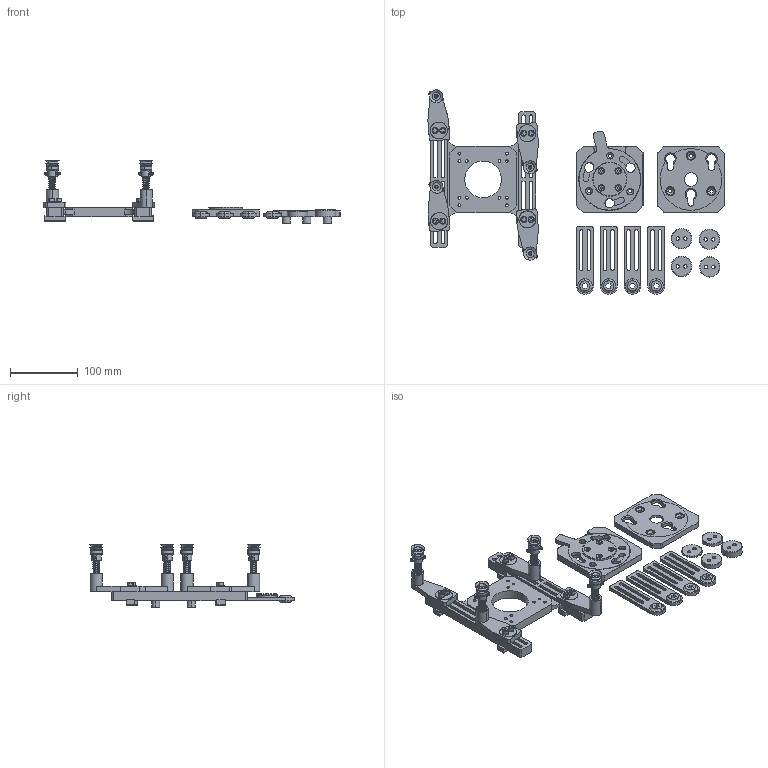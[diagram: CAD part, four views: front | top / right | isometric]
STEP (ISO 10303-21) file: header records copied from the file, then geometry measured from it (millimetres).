
FILE_DESCRIPTION (( 'STEP AP203' ), '1' );
FILE_NAME ('8700.STEP', '2020-10-11T20:45:34', ( '' ), ( '' ), 'SwSTEP 2.0', 'SolidWorks 2010', '' );
FILE_SCHEMA (( 'CONFIG_CONTROL_DESIGN' ));
Length unit declared in the file: millimetre
Products named in the file (25): 8800.200.12; 8700; 8800.200.01; 8800.200.21; 8800.200.01a; 8800.203.21; Schraube M45 senkkopf; 8800.400.17; Mutter M5; 8800.500.33; 8801.500.001; Federaufnahme; - Druckfeder 1 - angelegte Enden_Default; 8801.500.051; 9000.400.25; 8800.800.04; 8800.800.00; 8800.200.05; 8800.100.34; 9000.601.20; 8800.400.10; 8800.400.13; 8800.400.12; 8800.400.11
Assembly tree (47 placements, depth 5):
  8700
    8800.100.34  x4
    8800.203.21
      9000.400.25  x8
      8800.500.33  x4
        8801.500.051
        Federaufnahme
          8800.800.04
          8800.800.00
          - Druckfeder 1 - angelegte Enden_Default
        8801.500.001
      8800.200.21
      8800.400.17  x4
        Mutter M5
        8800.400.17
      9000.601.20  x4
    8800.200.01
    8800.400.12
    8800.400.10
    8800.400.13
    8800.200.12
    Schraube M45 senkkopf  x4
    8800.200.05
    8800.200.01a
    8800.400.11
Bounding box: 436.45 x 301.24 x 92.47 mm (x, y, z)
Volume: 437214.7 mm3; surface area: 262554.4 mm2
Topology: 73 solids, 73 shells, 2441 faces, 5663 edges, 3510 vertices
Faces by surface type: cylinder 1025, plane 971, cone 189, torus 120, sphere 112, bspline 24
Entity records: 34583 total; most frequent: CARTESIAN_POINT 7586, DIRECTION 5362, ORIENTED_EDGE 4638, EDGE_CURVE 2319, AXIS2_PLACEMENT_3D 2094, VERTEX_POINT 1492, EDGE_LOOP 1183, LINE 1174
